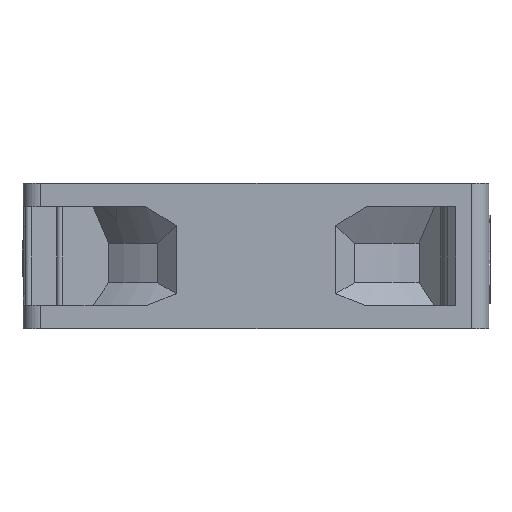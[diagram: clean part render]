
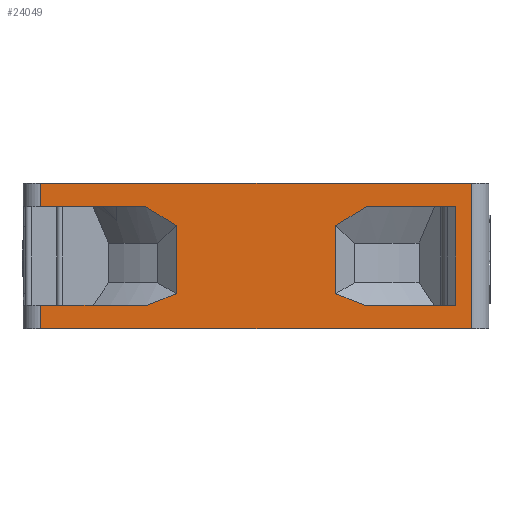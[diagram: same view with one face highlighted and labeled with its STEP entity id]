
A CAD part, left-side view. The second image highlights one B-rep face of the part: STEP entity #24049.
In plain terms, the highlighted planar face has unit normal (-1, 0, 0).
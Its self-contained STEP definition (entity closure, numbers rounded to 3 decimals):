
#684=DIRECTION('',(0.,0.,1.));
#685=VECTOR('',#684,25.);
#686=CARTESIAN_POINT('',(-40.,-37.,-25.4));
#687=LINE('',#686,#685);
#4874=DIRECTION('',(0.,1.,0.));
#4875=VECTOR('',#4874,74.);
#4876=CARTESIAN_POINT('',(-40.,-37.,-25.4));
#4877=LINE('',#4876,#4875);
#4878=DIRECTION('',(0.,-1.,0.));
#4879=VECTOR('',#4878,18.195);
#4880=CARTESIAN_POINT('',(-40.,37.,-21.4));
#4881=LINE('',#4880,#4879);
#4882=CARTESIAN_POINT('',(-40.,18.805,-21.4));
#4883=CARTESIAN_POINT('',(-40.,18.236,-21.146));
#4884=CARTESIAN_POINT('',(-40.,17.099,-20.657));
#4885=CARTESIAN_POINT('',(-40.,15.397,-19.984));
#4886=CARTESIAN_POINT('',(-40.,14.265,-19.578));
#4887=CARTESIAN_POINT('',(-40.,13.7,-19.386));
#4889=CARTESIAN_POINT('',(-40.,13.7,-7.699));
#4890=CARTESIAN_POINT('',(-40.,14.305,-7.373));
#4891=CARTESIAN_POINT('',(-40.,15.498,-6.689));
#4892=CARTESIAN_POINT('',(-40.,17.236,-5.591));
#4893=CARTESIAN_POINT('',(-40.,18.379,-4.805));
#4894=CARTESIAN_POINT('',(-40.,18.946,-4.4));
#4896=DIRECTION('',(0.,1.,0.));
#4897=VECTOR('',#4896,18.054);
#4898=CARTESIAN_POINT('',(-40.,18.946,-4.4));
#4899=LINE('',#4898,#4897);
#4900=DIRECTION('',(0.,-1.,0.));
#4901=VECTOR('',#4900,74.);
#4902=CARTESIAN_POINT('',(-40.,37.,-0.4));
#4903=LINE('',#4902,#4901);
#4904=DIRECTION('',(0.,-1.,0.));
#4905=VECTOR('',#4904,15.538);
#4906=CARTESIAN_POINT('',(-40.,-18.805,-21.4));
#4907=LINE('',#4906,#4905);
#4908=DIRECTION('',(0.,0.,1.));
#4909=VECTOR('',#4908,17.);
#4910=CARTESIAN_POINT('',(-40.,-34.343,-21.4));
#4911=LINE('',#4910,#4909);
#4912=DIRECTION('',(0.,1.,0.));
#4913=VECTOR('',#4912,15.397);
#4914=CARTESIAN_POINT('',(-40.,-34.343,-4.4));
#4915=LINE('',#4914,#4913);
#4916=CARTESIAN_POINT('',(-40.,-18.946,-4.4));
#4917=CARTESIAN_POINT('',(-40.,-18.383,-4.802));
#4918=CARTESIAN_POINT('',(-40.,-17.245,-5.585));
#4919=CARTESIAN_POINT('',(-40.,-15.507,-6.684));
#4920=CARTESIAN_POINT('',(-40.,-14.309,-7.371));
#4921=CARTESIAN_POINT('',(-40.,-13.7,-7.699));
#4923=CARTESIAN_POINT('',(-40.,-13.7,-19.386));
#4924=CARTESIAN_POINT('',(-40.,-14.242,-19.57));
#4925=CARTESIAN_POINT('',(-40.,-15.344,-19.965));
#4926=CARTESIAN_POINT('',(-40.,-17.051,-20.637));
#4927=CARTESIAN_POINT('',(-40.,-18.216,-21.137));
#4928=CARTESIAN_POINT('',(-40.,-18.805,-21.4));
#4930=DIRECTION('',(0.,0.,-1.));
#4931=VECTOR('',#4930,4.);
#4932=CARTESIAN_POINT('',(-40.,37.,-21.4));
#4933=LINE('',#4932,#4931);
#5176=DIRECTION('',(0.,0.,-1.));
#5177=VECTOR('',#5176,4.);
#5178=CARTESIAN_POINT('',(-40.,37.,-0.4));
#5179=LINE('',#5178,#5177);
#5228=DIRECTION('',(0.,0.,-1.));
#5229=VECTOR('',#5228,11.687);
#5230=CARTESIAN_POINT('',(-40.,13.7,-7.699));
#5231=LINE('',#5230,#5229);
#5341=DIRECTION('',(0.,0.,1.));
#5342=VECTOR('',#5341,11.687);
#5343=CARTESIAN_POINT('',(-40.,-13.7,-19.386));
#5344=LINE('',#5343,#5342);
#12181=CARTESIAN_POINT('',(-40.,-37.,-25.4));
#12182=VERTEX_POINT('',#12181);
#12183=CARTESIAN_POINT('',(-40.,-37.,-0.4));
#12184=VERTEX_POINT('',#12183);
#12237=CARTESIAN_POINT('',(-40.,37.,-25.4));
#12238=VERTEX_POINT('',#12237);
#12804=CARTESIAN_POINT('',(-40.,37.,-0.4));
#12805=VERTEX_POINT('',#12804);
#12944=CARTESIAN_POINT('',(-40.,37.,-21.4));
#12945=VERTEX_POINT('',#12944);
#12946=CARTESIAN_POINT('',(-40.,18.805,-21.4));
#12947=VERTEX_POINT('',#12946);
#12948=VERTEX_POINT('',#4887);
#12949=CARTESIAN_POINT('',(-40.,13.7,-7.699));
#12950=VERTEX_POINT('',#12949);
#12951=VERTEX_POINT('',#4894);
#12952=CARTESIAN_POINT('',(-40.,37.,-4.4));
#12953=VERTEX_POINT('',#12952);
#12954=CARTESIAN_POINT('',(-40.,-18.805,-21.4));
#12955=CARTESIAN_POINT('',(-40.,-34.343,-21.4));
#12956=VERTEX_POINT('',#12954);
#12957=VERTEX_POINT('',#12955);
#12958=CARTESIAN_POINT('',(-40.,-34.343,-4.4));
#12959=VERTEX_POINT('',#12958);
#12960=CARTESIAN_POINT('',(-40.,-18.946,-4.4));
#12961=VERTEX_POINT('',#12960);
#12962=VERTEX_POINT('',#4921);
#12963=CARTESIAN_POINT('',(-40.,-13.7,-19.386));
#12964=VERTEX_POINT('',#12963);
#24011=CARTESIAN_POINT('',(-40.,0.,0.));
#24012=DIRECTION('',(1.,0.,0.));
#24013=DIRECTION('',(0.,1.,0.));
#24014=AXIS2_PLACEMENT_3D('',#24011,#24012,#24013);
#24015=PLANE('',#24014);
#24016=ORIENTED_EDGE('',*,*,#15617,.F.);
#24017=ORIENTED_EDGE('',*,*,#15689,.T.);
#24019=ORIENTED_EDGE('',*,*,#24018,.F.);
#24021=ORIENTED_EDGE('',*,*,#24020,.T.);
#24023=ORIENTED_EDGE('',*,*,#24022,.T.);
#24025=ORIENTED_EDGE('',*,*,#24024,.F.);
#24027=ORIENTED_EDGE('',*,*,#24026,.T.);
#24029=ORIENTED_EDGE('',*,*,#24028,.T.);
#24031=ORIENTED_EDGE('',*,*,#24030,.F.);
#24032=ORIENTED_EDGE('',*,*,#17150,.T.);
#24033=EDGE_LOOP('',(#24016,#24017,#24019,#24021,#24023,#24025,#24027,#24029,
#24031,#24032));
#24034=FACE_OUTER_BOUND('',#24033,.F.);
#24036=ORIENTED_EDGE('',*,*,#24035,.T.);
#24038=ORIENTED_EDGE('',*,*,#24037,.T.);
#24040=ORIENTED_EDGE('',*,*,#24039,.T.);
#24042=ORIENTED_EDGE('',*,*,#24041,.T.);
#24044=ORIENTED_EDGE('',*,*,#24043,.F.);
#24046=ORIENTED_EDGE('',*,*,#24045,.T.);
#24047=EDGE_LOOP('',(#24036,#24038,#24040,#24042,#24044,#24046));
#24048=FACE_BOUND('',#24047,.F.);
#24049=ADVANCED_FACE('',(#24034,#24048),#24015,.F.);
#4888=B_SPLINE_CURVE_WITH_KNOTS('',3,(#4882,#4883,#4884,#4885,#4886,#4887),
.UNSPECIFIED.,.F.,.F.,(4,1,1,4),(0.,0.333,0.667,1.),
.UNSPECIFIED.);
#4895=B_SPLINE_CURVE_WITH_KNOTS('',3,(#4889,#4890,#4891,#4892,#4893,#4894),
.UNSPECIFIED.,.F.,.F.,(4,1,1,4),(0.,0.333,0.667,1.),
.UNSPECIFIED.);
#4922=B_SPLINE_CURVE_WITH_KNOTS('',3,(#4916,#4917,#4918,#4919,#4920,#4921),
.UNSPECIFIED.,.F.,.F.,(4,1,1,4),(0.,0.333,0.667,1.),
.UNSPECIFIED.);
#4929=B_SPLINE_CURVE_WITH_KNOTS('',3,(#4923,#4924,#4925,#4926,#4927,#4928),
.UNSPECIFIED.,.F.,.F.,(4,1,1,4),(0.,0.333,0.667,1.),
.UNSPECIFIED.);
#15617=EDGE_CURVE('',#12182,#12184,#687,.T.);
#15689=EDGE_CURVE('',#12182,#12238,#4877,.T.);
#17150=EDGE_CURVE('',#12805,#12184,#4903,.T.);
#24018=EDGE_CURVE('',#12945,#12238,#4933,.T.);
#24020=EDGE_CURVE('',#12945,#12947,#4881,.T.);
#24022=EDGE_CURVE('',#12947,#12948,#4888,.T.);
#24024=EDGE_CURVE('',#12950,#12948,#5231,.T.);
#24026=EDGE_CURVE('',#12950,#12951,#4895,.T.);
#24028=EDGE_CURVE('',#12951,#12953,#4899,.T.);
#24030=EDGE_CURVE('',#12805,#12953,#5179,.T.);
#24035=EDGE_CURVE('',#12956,#12957,#4907,.T.);
#24037=EDGE_CURVE('',#12957,#12959,#4911,.T.);
#24039=EDGE_CURVE('',#12959,#12961,#4915,.T.);
#24041=EDGE_CURVE('',#12961,#12962,#4922,.T.);
#24043=EDGE_CURVE('',#12964,#12962,#5344,.T.);
#24045=EDGE_CURVE('',#12964,#12956,#4929,.T.);
